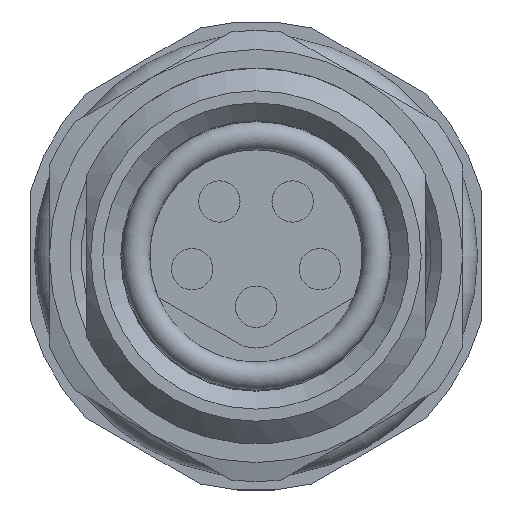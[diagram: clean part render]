
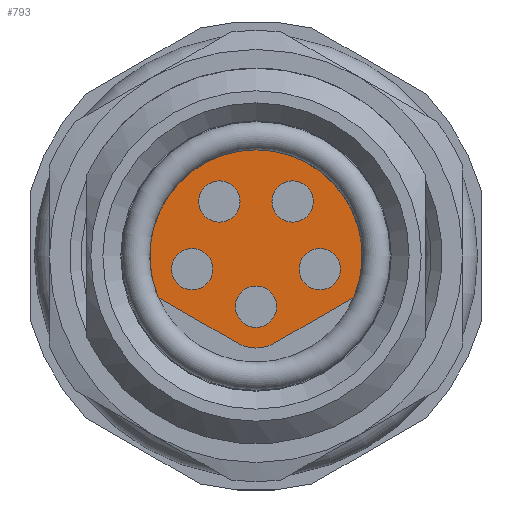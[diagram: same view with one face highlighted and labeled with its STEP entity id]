
A CAD part, left-side view. The second image highlights one B-rep face of the part: STEP entity #793.
In plain terms, the highlighted planar face has unit normal (-1, 0, 0).
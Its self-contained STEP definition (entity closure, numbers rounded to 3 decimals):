
#219=FACE_BOUND('',#1238,.T.);
#220=FACE_BOUND('',#1239,.T.);
#221=FACE_BOUND('',#1240,.T.);
#222=FACE_BOUND('',#1241,.T.);
#223=FACE_BOUND('',#1242,.T.);
#224=FACE_BOUND('',#1243,.T.);
#327=LINE('',#4252,#553);
#332=LINE('',#4262,#558);
#553=VECTOR('',#3471,1.);
#558=VECTOR('',#3478,1.);
#793=ADVANCED_FACE('',(#219,#220,#221,#222,#223,#224),#966,.F.);
#966=PLANE('',#3196);
#1238=EDGE_LOOP('',(#1480));
#1239=EDGE_LOOP('',(#1481));
#1240=EDGE_LOOP('',(#1482));
#1241=EDGE_LOOP('',(#1483));
#1242=EDGE_LOOP('',(#1484));
#1243=EDGE_LOOP('',(#1485,#1486,#1487,#1488,#1489,#1490));
#1480=ORIENTED_EDGE('',*,*,#2642,.F.);
#1481=ORIENTED_EDGE('',*,*,#2641,.F.);
#1482=ORIENTED_EDGE('',*,*,#2640,.F.);
#1483=ORIENTED_EDGE('',*,*,#2639,.F.);
#1484=ORIENTED_EDGE('',*,*,#2638,.F.);
#1485=ORIENTED_EDGE('',*,*,#2637,.T.);
#1486=ORIENTED_EDGE('',*,*,#2649,.T.);
#1487=ORIENTED_EDGE('',*,*,#2650,.F.);
#1488=ORIENTED_EDGE('',*,*,#2644,.T.);
#1489=ORIENTED_EDGE('',*,*,#2632,.T.);
#1490=ORIENTED_EDGE('',*,*,#2628,.T.);
#2324=VERTEX_POINT('',#4244);
#2325=VERTEX_POINT('',#4245);
#2328=VERTEX_POINT('',#4253);
#2331=VERTEX_POINT('',#4261);
#2332=VERTEX_POINT('',#4265);
#2333=VERTEX_POINT('',#4268);
#2334=VERTEX_POINT('',#4271);
#2335=VERTEX_POINT('',#4274);
#2336=VERTEX_POINT('',#4277);
#2338=VERTEX_POINT('',#4282);
#2340=VERTEX_POINT('',#4290);
#2628=EDGE_CURVE('',#2324,#2325,#3068,.T.);
#2632=EDGE_CURVE('',#2328,#2324,#327,.T.);
#2637=EDGE_CURVE('',#2325,#2331,#332,.T.);
#2638=EDGE_CURVE('',#2332,#2332,#3070,.T.);
#2639=EDGE_CURVE('',#2333,#2333,#3071,.T.);
#2640=EDGE_CURVE('',#2334,#2334,#3072,.T.);
#2641=EDGE_CURVE('',#2335,#2335,#3073,.T.);
#2642=EDGE_CURVE('',#2336,#2336,#3074,.T.);
#2644=EDGE_CURVE('',#2338,#2328,#3076,.T.);
#2649=EDGE_CURVE('',#2331,#2340,#3079,.T.);
#2650=EDGE_CURVE('',#2338,#2340,#3080,.T.);
#3068=CIRCLE('',#3172,1.);
#3070=CIRCLE('',#3177,0.55);
#3071=CIRCLE('',#3179,0.55);
#3072=CIRCLE('',#3181,0.55);
#3073=CIRCLE('',#3183,0.55);
#3074=CIRCLE('',#3185,0.55);
#3076=CIRCLE('',#3188,0.2);
#3079=CIRCLE('',#3193,0.2);
#3080=CIRCLE('',#3195,2.825);
#3172=AXIS2_PLACEMENT_3D('',#4243,#3463,#3464);
#3177=AXIS2_PLACEMENT_3D('',#4264,#3481,#3482);
#3179=AXIS2_PLACEMENT_3D('',#4267,#3485,#3486);
#3181=AXIS2_PLACEMENT_3D('',#4270,#3489,#3490);
#3183=AXIS2_PLACEMENT_3D('',#4273,#3493,#3494);
#3185=AXIS2_PLACEMENT_3D('',#4276,#3497,#3498);
#3188=AXIS2_PLACEMENT_3D('',#4281,#3503,#3504);
#3193=AXIS2_PLACEMENT_3D('',#4291,#3515,#3516);
#3195=AXIS2_PLACEMENT_3D('',#4293,#3519,#3520);
#3196=AXIS2_PLACEMENT_3D('',#4294,#3521,#3522);
#3463=DIRECTION('',(-1.,0.,0.));
#3464=DIRECTION('',(0.,-1.,0.));
#3471=DIRECTION('',(0.,-0.866,-0.5));
#3478=DIRECTION('',(0.,-0.866,0.5));
#3481=DIRECTION('',(-1.,0.,0.));
#3482=DIRECTION('',(0.,-1.,0.));
#3485=DIRECTION('',(-1.,0.,0.));
#3486=DIRECTION('',(0.,-1.,0.));
#3489=DIRECTION('',(-1.,0.,0.));
#3490=DIRECTION('',(0.,-1.,0.));
#3493=DIRECTION('',(-1.,0.,0.));
#3494=DIRECTION('',(0.,-1.,0.));
#3497=DIRECTION('',(-1.,0.,0.));
#3498=DIRECTION('',(0.,-1.,0.));
#3503=DIRECTION('',(-1.,0.,0.));
#3504=DIRECTION('',(0.,0.,1.));
#3515=DIRECTION('',(-1.,0.,0.));
#3516=DIRECTION('',(0.,0.,1.));
#3519=DIRECTION('',(1.,0.,0.));
#3520=DIRECTION('',(0.,0.,1.));
#3521=DIRECTION('',(1.,0.,0.));
#3522=DIRECTION('',(0.,0.,1.));
#4243=CARTESIAN_POINT('',(0.6,0.,-1.45));
#4244=CARTESIAN_POINT('',(0.6,0.5,-2.316));
#4245=CARTESIAN_POINT('',(0.6,-0.5,-2.316));
#4252=CARTESIAN_POINT('',(0.6,2.601,-1.103));
#4253=CARTESIAN_POINT('',(0.6,2.542,-1.137));
#4261=CARTESIAN_POINT('',(0.6,-2.542,-1.137));
#4262=CARTESIAN_POINT('',(0.6,-0.5,-2.316));
#4264=CARTESIAN_POINT('',(0.6,0.,-1.35));
#4265=CARTESIAN_POINT('',(0.6,-0.55,-1.35));
#4267=CARTESIAN_POINT('',(0.6,-0.975,1.45));
#4268=CARTESIAN_POINT('',(0.6,-1.525,1.45));
#4270=CARTESIAN_POINT('',(0.6,0.975,1.45));
#4271=CARTESIAN_POINT('',(0.6,0.425,1.45));
#4273=CARTESIAN_POINT('',(0.6,1.7,-0.35));
#4274=CARTESIAN_POINT('',(0.6,1.15,-0.35));
#4276=CARTESIAN_POINT('',(0.6,-1.7,-0.35));
#4277=CARTESIAN_POINT('',(0.6,-2.25,-0.35));
#4281=CARTESIAN_POINT('',(0.6,2.442,-0.964));
#4282=CARTESIAN_POINT('',(0.6,2.628,-1.038));
#4290=CARTESIAN_POINT('',(0.6,-2.628,-1.038));
#4291=CARTESIAN_POINT('',(0.6,-2.442,-0.964));
#4293=CARTESIAN_POINT('',(0.6,0.,0.));
#4294=CARTESIAN_POINT('',(0.6,0.,0.));
